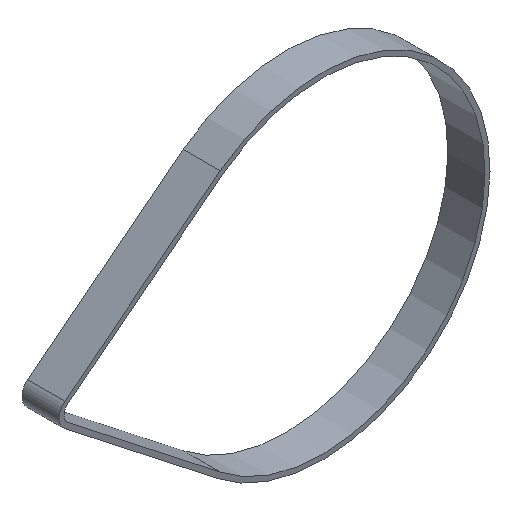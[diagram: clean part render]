
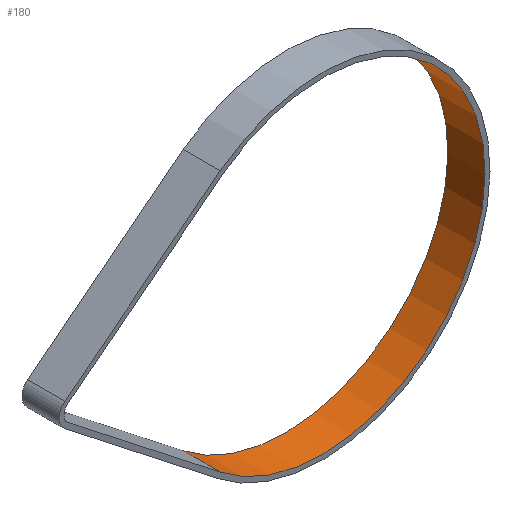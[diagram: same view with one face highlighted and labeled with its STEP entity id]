
A CAD part, isometric view. The second image highlights one B-rep face of the part: STEP entity #180.
In plain terms, the highlighted cylindrical face has radius 65.856 mm (diameter 131.712 mm), a partial arc.
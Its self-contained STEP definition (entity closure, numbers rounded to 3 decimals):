
#26=FACE_OUTER_BOUND('',#36,.T.);
#36=EDGE_LOOP('',(#137,#138,#139,#140));
#47=CIRCLE('',#207,65.856);
#48=CIRCLE('',#208,65.856);
#55=LINE('',#286,#71);
#59=LINE('',#293,#75);
#71=VECTOR('',#231,10.);
#75=VECTOR('',#237,10.);
#89=VERTEX_POINT('',#284);
#90=VERTEX_POINT('',#285);
#91=VERTEX_POINT('',#290);
#92=VERTEX_POINT('',#292);
#105=EDGE_CURVE('',#89,#90,#55,.T.);
#109=EDGE_CURVE('',#91,#92,#59,.T.);
#111=EDGE_CURVE('',#91,#90,#47,.T.);
#112=EDGE_CURVE('',#92,#89,#48,.T.);
#137=ORIENTED_EDGE('',*,*,#109,.F.);
#138=ORIENTED_EDGE('',*,*,#111,.T.);
#139=ORIENTED_EDGE('',*,*,#105,.F.);
#140=ORIENTED_EDGE('',*,*,#112,.F.);
#174=CYLINDRICAL_SURFACE('',#206,65.856);
#180=ADVANCED_FACE('',(#26),#174,.F.);
#206=AXIS2_PLACEMENT_3D('',#295,#239,#240);
#207=AXIS2_PLACEMENT_3D('',#296,#241,#242);
#208=AXIS2_PLACEMENT_3D('',#297,#243,#244);
#231=DIRECTION('',(0.,-1.,0.));
#237=DIRECTION('',(0.,1.,0.));
#239=DIRECTION('center_axis',(0.,-1.,0.));
#240=DIRECTION('ref_axis',(1.,0.,-0.012));
#241=DIRECTION('center_axis',(0.,-1.,0.));
#242=DIRECTION('ref_axis',(-0.625,0.,-0.78));
#243=DIRECTION('center_axis',(0.,-1.,0.));
#244=DIRECTION('ref_axis',(-0.625,0.,-0.78));
#284=CARTESIAN_POINT('',(18.09,20.,52.385));
#285=CARTESIAN_POINT('',(18.09,5.,52.385));
#286=CARTESIAN_POINT('',(18.09,5.,52.385));
#290=CARTESIAN_POINT('',(16.809,5.,-51.384));
#292=CARTESIAN_POINT('',(16.809,20.,-51.384));
#293=CARTESIAN_POINT('',(16.809,5.,-51.384));
#295=CARTESIAN_POINT('Origin',(58.,12.5,0.));
#296=CARTESIAN_POINT('Origin',(58.,5.,0.));
#297=CARTESIAN_POINT('Origin',(58.,20.,0.));
